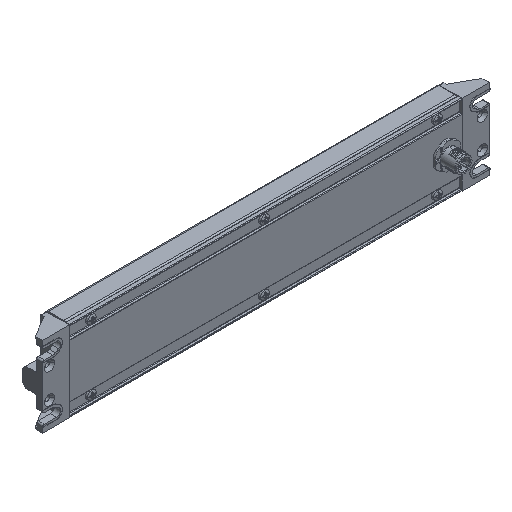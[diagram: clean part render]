
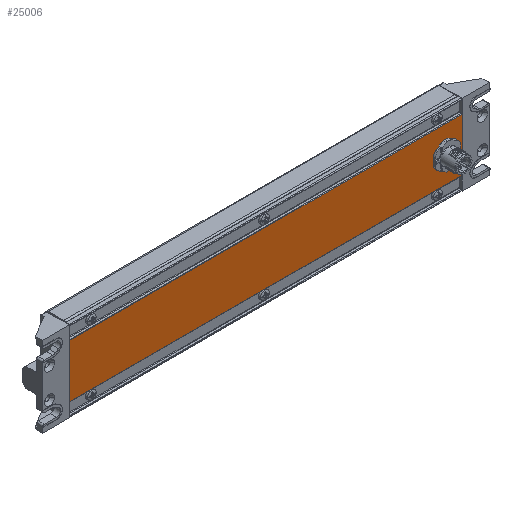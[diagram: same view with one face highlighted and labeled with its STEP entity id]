
A CAD part, isometric view. The second image highlights one B-rep face of the part: STEP entity #25006.
In plain terms, the highlighted planar face has unit normal (0, -1, 0).
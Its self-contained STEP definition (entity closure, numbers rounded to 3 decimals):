
#1569 = ORIENTED_EDGE ( 'NONE', *, *, #6963, .F. ) ;
#2100 = ORIENTED_EDGE ( 'NONE', *, *, #13069, .F. ) ;
#2240 = VERTEX_POINT ( 'NONE', #12667 ) ;
#2305 = CARTESIAN_POINT ( 'NONE',  ( 136., 0., 28.1 ) ) ;
#3573 = LINE ( 'NONE', #12836, #10471 ) ;
#3623 = VECTOR ( 'NONE', #11577, 1000. ) ;
#4401 = DIRECTION ( 'NONE',  ( 0., 0., -1. ) ) ;
#4635 = VERTEX_POINT ( 'NONE', #18741 ) ;
#5245 = VERTEX_POINT ( 'NONE', #28455 ) ;
#5783 = LINE ( 'NONE', #15050, #25637 ) ;
#5894 = CARTESIAN_POINT ( 'NONE',  ( 124.5, 0., 0. ) ) ;
#6561 = DIRECTION ( 'NONE',  ( 0., 0., 1. ) ) ;
#6963 = EDGE_CURVE ( 'NONE', #2240, #5245, #6997, .T. ) ;
#6997 = CIRCLE ( 'NONE', #24005, 8. ) ;
#7759 = EDGE_CURVE ( 'NONE', #8304, #4635, #23161, .T. ) ;
#7816 = DIRECTION ( 'NONE',  ( 1., 0., 0. ) ) ;
#8029 = VECTOR ( 'NONE', #7816, 1000. ) ;
#8304 = VERTEX_POINT ( 'NONE', #24141 ) ;
#8606 = VERTEX_POINT ( 'NONE', #16790 ) ;
#8831 = PLANE ( 'NONE',  #19351 ) ;
#10296 = AXIS2_PLACEMENT_3D ( 'NONE', #15965, #25264, #4401 ) ;
#10471 = VECTOR ( 'NONE', #22145, 1000. ) ;
#11146 = EDGE_CURVE ( 'NONE', #18301, #8606, #3573, .T. ) ;
#11577 = DIRECTION ( 'NONE',  ( 0., 0., -1. ) ) ;
#12036 = ORIENTED_EDGE ( 'NONE', *, *, #11146, .F. ) ;
#12667 = CARTESIAN_POINT ( 'NONE',  ( 124.5, 0., 8. ) ) ;
#12836 = CARTESIAN_POINT ( 'NONE',  ( -136., 0., 28.1 ) ) ;
#13069 = EDGE_CURVE ( 'NONE', #4635, #18301, #5783, .T. ) ;
#13233 = EDGE_LOOP ( 'NONE', ( #18108, #12036, #2100, #24524 ) ) ;
#14524 = CARTESIAN_POINT ( 'NONE',  ( -136., 0., -18.4 ) ) ;
#15050 = CARTESIAN_POINT ( 'NONE',  ( 136., 0., -18.4 ) ) ;
#15164 = DIRECTION ( 'NONE',  ( 0., -1., 0. ) ) ;
#15553 = EDGE_CURVE ( 'NONE', #5245, #2240, #23434, .T. ) ;
#15674 = ORIENTED_EDGE ( 'NONE', *, *, #15553, .F. ) ;
#15965 = CARTESIAN_POINT ( 'NONE',  ( 124.5, 0., 0. ) ) ;
#15976 = EDGE_LOOP ( 'NONE', ( #15674, #1569 ) ) ;
#16790 = CARTESIAN_POINT ( 'NONE',  ( -136., 0., 18.4 ) ) ;
#18108 = ORIENTED_EDGE ( 'NONE', *, *, #20984, .F. ) ;
#18117 = CARTESIAN_POINT ( 'NONE',  ( 136., 0., 28.1 ) ) ;
#18301 = VERTEX_POINT ( 'NONE', #14524 ) ;
#18741 = CARTESIAN_POINT ( 'NONE',  ( 136., 0., -18.4 ) ) ;
#19351 = AXIS2_PLACEMENT_3D ( 'NONE', #18117, #27422, #6561 ) ;
#19381 = LINE ( 'NONE', #28681, #8029 ) ;
#20408 = FACE_OUTER_BOUND ( 'NONE', #13233, .T. ) ;
#20984 = EDGE_CURVE ( 'NONE', #8606, #8304, #19381, .T. ) ;
#22145 = DIRECTION ( 'NONE',  ( 0., 0., 1. ) ) ;
#23161 = LINE ( 'NONE', #2305, #3623 ) ;
#23434 = CIRCLE ( 'NONE', #10296, 8. ) ;
#24005 = AXIS2_PLACEMENT_3D ( 'NONE', #5894, #15164, #24468 ) ;
#24141 = CARTESIAN_POINT ( 'NONE',  ( 136., 0., 18.4 ) ) ;
#24349 = DIRECTION ( 'NONE',  ( -1., 0., 0. ) ) ;
#24468 = DIRECTION ( 'NONE',  ( 0., 0., -1. ) ) ;
#24524 = ORIENTED_EDGE ( 'NONE', *, *, #7759, .F. ) ;
#25006 = ADVANCED_FACE ( 'NONE', ( #20408, #29713 ), #8831, .F. ) ;
#25264 = DIRECTION ( 'NONE',  ( 0., -1., 0. ) ) ;
#25637 = VECTOR ( 'NONE', #24349, 1000. ) ;
#27422 = DIRECTION ( 'NONE',  ( 0., 1., 0. ) ) ;
#28455 = CARTESIAN_POINT ( 'NONE',  ( 124.5, 0., -8. ) ) ;
#28681 = CARTESIAN_POINT ( 'NONE',  ( 136., 0., 18.4 ) ) ;
#29713 = FACE_BOUND ( 'NONE', #15976, .T. ) ;
